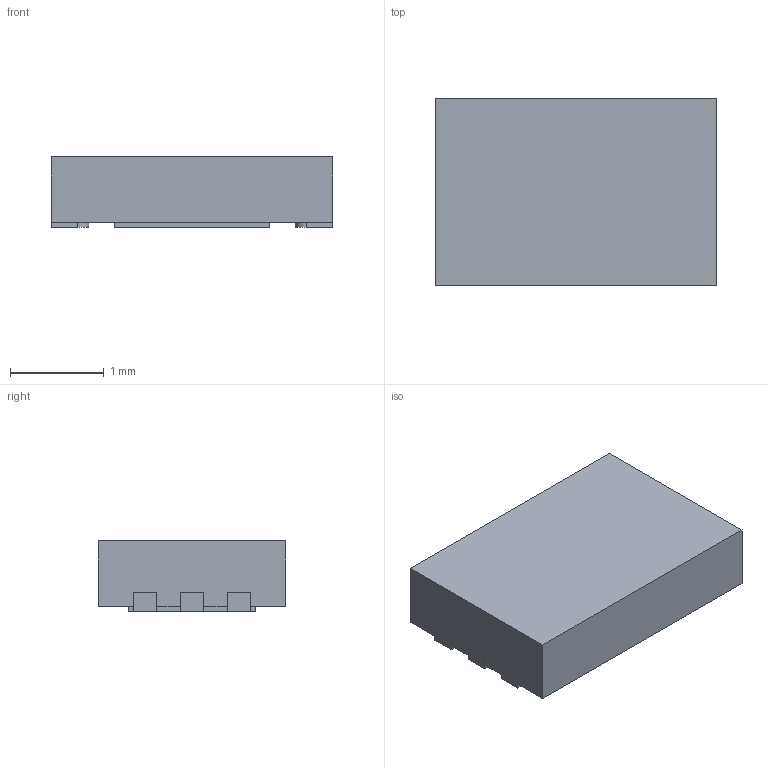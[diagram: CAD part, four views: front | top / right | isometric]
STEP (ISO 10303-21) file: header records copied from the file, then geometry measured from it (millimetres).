
FILE_DESCRIPTION(/* description */ (''),/* implementation_level */ '2;1');
FILE_NAME(/* name */'DFN-6-1EP_3x2mm_P0.5mm_EP1.65x1.35mm.step',/* time_stamp */ '2018-11-01T17:35:37-04:00',/* author */ (''),/* organization */ (''),/* preprocessor_version */ 'ST-DEVELOPER v17.2',/* originating_system */ 'Autodesk Inventor 2019',/* authorisation */ '');
FILE_SCHEMA (('AUTOMOTIVE_DESIGN { 1 0 10303 214 3 1 1 }'));
Length unit declared in the file: millimetre
Products named in the file (1): DFN-6-1EP_3x2mm_P0.5mm_EP1.65x1.35mm
Bounding box: 3 x 2 x 0.75 mm (x, y, z)
Volume: 4.3 mm3; surface area: 28.7 mm2
Topology: 8 solids, 8 shells, 103 faces, 258 edges, 172 vertices
Faces by surface type: plane 77, cylinder 26
Entity records: 3114 total; most frequent: CARTESIAN_POINT 534, DIRECTION 518, ORIENTED_EDGE 516, EDGE_CURVE 258, LINE 206, VECTOR 206, VERTEX_POINT 172, AXIS2_PLACEMENT_3D 156
